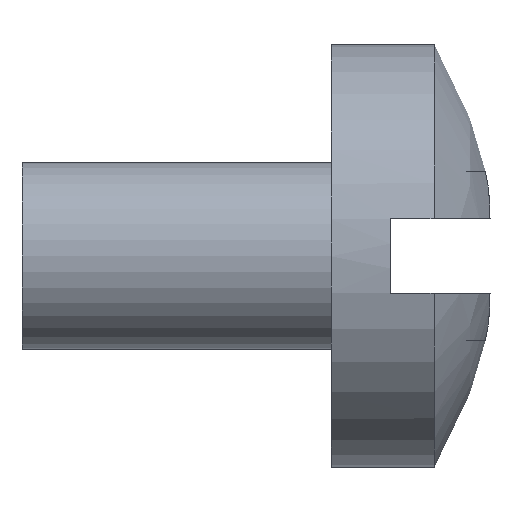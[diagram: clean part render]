
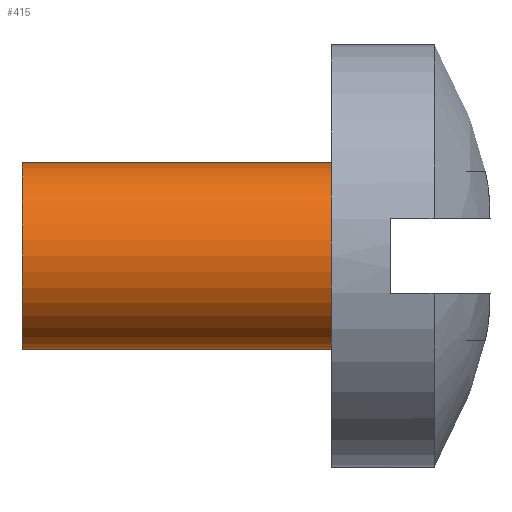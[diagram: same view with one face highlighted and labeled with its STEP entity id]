
A CAD part, left-side view. The second image highlights one B-rep face of the part: STEP entity #415.
In plain terms, the highlighted cylindrical face has radius 2.4 mm (diameter 4.801 mm), a full revolution.
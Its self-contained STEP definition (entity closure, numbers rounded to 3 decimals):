
#21=CYLINDRICAL_SURFACE('',#482,2.4);
#130=ORIENTED_EDGE('',*,*,#191,.F.);
#131=ORIENTED_EDGE('',*,*,#190,.T.);
#190=EDGE_CURVE('',#221,#221,#240,.T.);
#191=EDGE_CURVE('',#222,#222,#241,.F.);
#221=VERTEX_POINT('',#657);
#222=VERTEX_POINT('',#660);
#240=CIRCLE('',#481,2.4);
#241=CIRCLE('',#483,2.4);
#254=EDGE_LOOP('',(#130));
#255=EDGE_LOOP('',(#131));
#274=FACE_BOUND('',#254,.T.);
#275=FACE_BOUND('',#255,.T.);
#415=ADVANCED_FACE('',(#274,#275),#21,.T.);
#481=AXIS2_PLACEMENT_3D('',#656,#562,#563);
#482=AXIS2_PLACEMENT_3D('',#658,#564,#565);
#483=AXIS2_PLACEMENT_3D('',#659,#566,#567);
#562=DIRECTION('',(0.,0.,-1.));
#563=DIRECTION('',(-1.,0.,0.));
#564=DIRECTION('',(0.,0.,-1.));
#565=DIRECTION('',(-1.,0.,0.));
#566=DIRECTION('',(0.,0.,1.));
#567=DIRECTION('',(1.,0.,0.));
#656=CARTESIAN_POINT('',(0.,0.,0.));
#657=CARTESIAN_POINT('',(-2.4,0.,0.));
#658=CARTESIAN_POINT('',(0.,0.,54.));
#659=CARTESIAN_POINT('',(0.,0.,-7.925));
#660=CARTESIAN_POINT('',(2.4,0.,-7.925));
